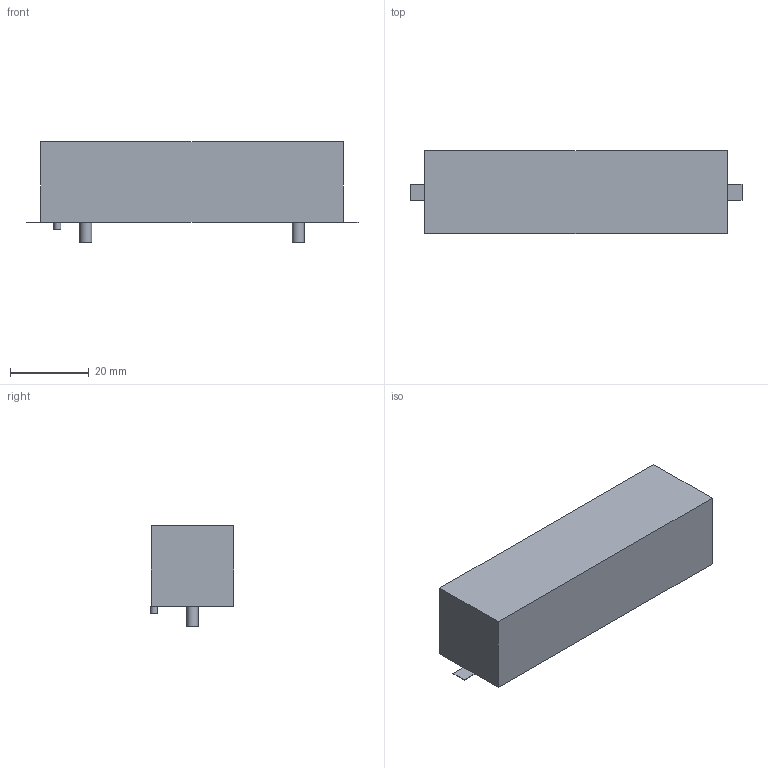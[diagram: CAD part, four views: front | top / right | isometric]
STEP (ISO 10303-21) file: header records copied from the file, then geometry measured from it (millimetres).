
FILE_DESCRIPTION(('FreeCAD Model'),'2;1');
FILE_NAME('13232879.1.4.stp','2020-11-02T17:17:27',( 'Author'),(''),'Open CASCADE STEP processor 6.9','FreeCAD','Unknown' );
FILE_SCHEMA(('AUTOMOTIVE_DESIGN { 1 0 10303 214 1 1 1 1 }'));
Length unit declared in the file: millimetre
Products named in the file (5): ASSEMBLY; Body; Pins; Lugs; Leads
Assembly tree (8 placements, depth 2):
  ASSEMBLY
    Body
    Pins
    Lugs  x3
    Leads  x3
Bounding box: 84.48 x 21.15 x 25.6 mm (x, y, z)
Volume: 33382 mm3; surface area: 7744.4 mm2
Topology: 12 solids, 12 shells, 45 faces, 63 edges, 42 vertices
Faces by surface type: plane 36, cylinder 9
Full cylindrical faces by diameter (mm): 1.8 x3, 3 x6
Entity records: 1374 total; most frequent: DIRECTION 213, CARTESIAN_POINT 201, LINE 123, VECTOR 123, ORIENTED_EDGE 90, PCURVE 90, DEFINITIONAL_REPRESENTATION 90, EDGE_CURVE 45
